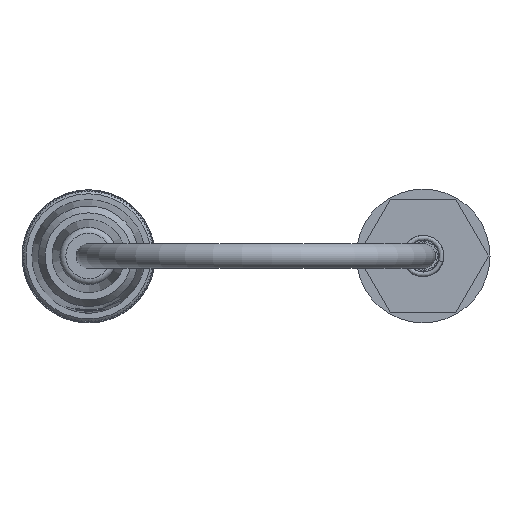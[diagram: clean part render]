
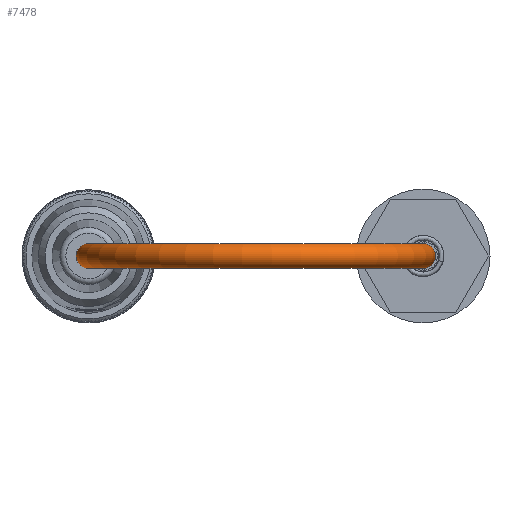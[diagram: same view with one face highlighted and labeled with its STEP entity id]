
A CAD part, left-side view. The second image highlights one B-rep face of the part: STEP entity #7478.
In plain terms, the highlighted toroidal (fillet/blend) face has major radius 25 mm and minor radius 1.85 mm.
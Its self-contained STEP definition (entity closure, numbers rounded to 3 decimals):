
#1824=FACE_BOUND('',#2348,.T.);
#1914=FACE_OUTER_BOUND('',#2347,.T.);
#2347=EDGE_LOOP('',(#5037));
#2348=EDGE_LOOP('',(#5038));
#2800=CIRCLE('',#7930,1.85);
#2801=CIRCLE('',#7932,1.85);
#3188=VERTEX_POINT('',#10993);
#3189=VERTEX_POINT('',#10996);
#3921=EDGE_CURVE('',#3188,#3188,#2800,.T.);
#3922=EDGE_CURVE('',#3189,#3189,#2801,.T.);
#5037=ORIENTED_EDGE('',*,*,#3921,.F.);
#5038=ORIENTED_EDGE('',*,*,#3922,.T.);
#7022=TOROIDAL_SURFACE('',#7931,25.,1.85);
#7478=ADVANCED_FACE('',(#1914,#1824),#7022,.T.);
#7930=AXIS2_PLACEMENT_3D('',#10994,#8788,#8789);
#7931=AXIS2_PLACEMENT_3D('',#10995,#8790,#8791);
#7932=AXIS2_PLACEMENT_3D('',#10997,#8792,#8793);
#8788=DIRECTION('center_axis',(1.,0.,0.));
#8789=DIRECTION('ref_axis',(0.,0.,-1.));
#8790=DIRECTION('center_axis',(0.,0.,
-1.));
#8791=DIRECTION('ref_axis',(-1.,0.,0.));
#8792=DIRECTION('center_axis',(-1.,0.,0.));
#8793=DIRECTION('ref_axis',(0.,0.,-1.));
#10993=CARTESIAN_POINT('',(-100.,50.,1.85));
#10994=CARTESIAN_POINT('Origin',(-100.,50.,0.));
#10995=CARTESIAN_POINT('Origin',(-100.,25.,0.));
#10996=CARTESIAN_POINT('',(-100.,0.,1.85));
#10997=CARTESIAN_POINT('Origin',(-100.,0.,
0.));
